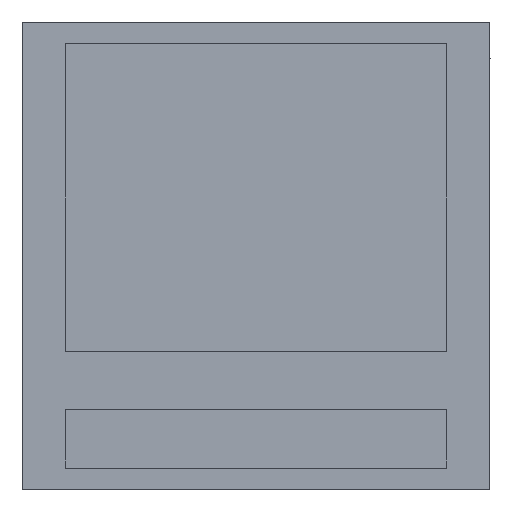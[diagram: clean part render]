
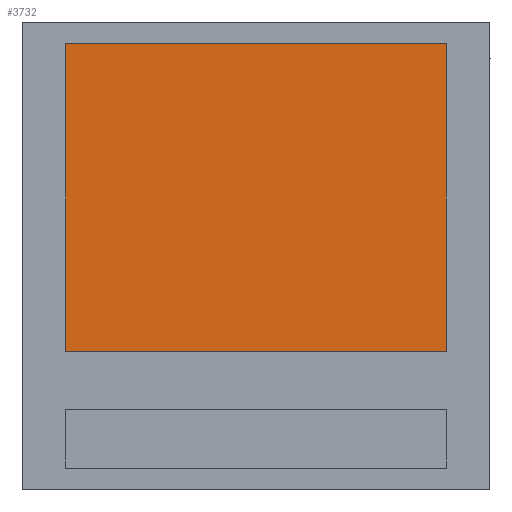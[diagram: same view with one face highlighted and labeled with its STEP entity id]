
A CAD part, front view. The second image highlights one B-rep face of the part: STEP entity #3732.
In plain terms, the highlighted planar face has unit normal (0, -1, 0).
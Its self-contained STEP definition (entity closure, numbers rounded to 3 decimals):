
#100=PLANE('',#3928);
#377=LINE('',#5341,#713);
#380=LINE('',#5347,#716);
#383=LINE('',#5353,#719);
#385=LINE('',#5356,#721);
#713=VECTOR('',#4524,1000.);
#716=VECTOR('',#4529,1000.);
#719=VECTOR('',#4534,1000.);
#721=VECTOR('',#4538,1000.);
#1392=ORIENTED_EDGE('',*,*,#1913,.T.);
#1393=ORIENTED_EDGE('',*,*,#1916,.T.);
#1394=ORIENTED_EDGE('',*,*,#1919,.T.);
#1395=ORIENTED_EDGE('',*,*,#1921,.T.);
#1913=EDGE_CURVE('',#2212,#2227,#377,.T.);
#1916=EDGE_CURVE('',#2227,#2229,#380,.T.);
#1919=EDGE_CURVE('',#2229,#2231,#383,.T.);
#1921=EDGE_CURVE('',#2231,#2212,#385,.T.);
#2212=VERTEX_POINT('',#5311);
#2227=VERTEX_POINT('',#5340);
#2229=VERTEX_POINT('',#5346);
#2231=VERTEX_POINT('',#5352);
#2474=EDGE_LOOP('',(#1392,#1393,#1394,#1395));
#2620=FACE_BOUND('',#2474,.T.);
#3732=ADVANCED_FACE('',(#2620),#100,.T.);
#3928=AXIS2_PLACEMENT_3D('',#5357,#4539,#4540);
#4524=DIRECTION('',(-1.,0.,0.));
#4529=DIRECTION('',(0.,0.,-1.));
#4534=DIRECTION('',(1.,0.,0.));
#4538=DIRECTION('',(0.,0.,1.));
#4539=DIRECTION('',(0.,-1.,0.));
#4540=DIRECTION('',(0.,0.,-1.));
#5311=CARTESIAN_POINT('',(0.65,-0.127,0.725));
#5340=CARTESIAN_POINT('',(-0.65,-0.127,0.725));
#5341=CARTESIAN_POINT('',(0.65,-0.127,0.725));
#5346=CARTESIAN_POINT('',(-0.65,-0.127,-0.325));
#5347=CARTESIAN_POINT('',(-0.65,-0.127,0.725));
#5352=CARTESIAN_POINT('',(0.65,-0.127,-0.325));
#5353=CARTESIAN_POINT('',(-0.65,-0.127,-0.325));
#5356=CARTESIAN_POINT('',(0.65,-0.127,-0.325));
#5357=CARTESIAN_POINT('',(0.,-0.127,0.));
